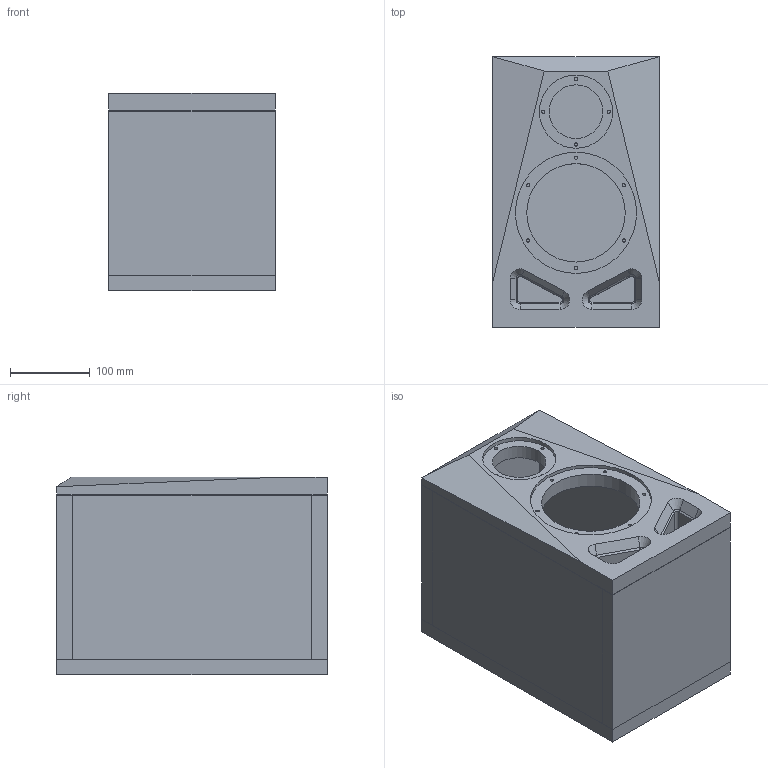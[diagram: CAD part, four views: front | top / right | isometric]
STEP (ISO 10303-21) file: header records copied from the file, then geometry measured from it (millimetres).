
FILE_DESCRIPTION(/* description */ ('','CAx-IF Rec.Pracs.---Representation and Presentation of Product Manufacturing Information (PMI)---4.0---2014-10-13'),/* implementation_level */ '2;1');
FILE_NAME(/* name */ 'Spookers V2 v19.step',/* time_stamp */ '2024-12-31T10:55:10+01:00',/* author */ (''),/* organization */ (''),/* preprocessor_version */ 'ST-DEVELOPER v20',/* originating_system */ 'Autodesk Translation Framework v13.20.0.188',/* authorisation */ '');
FILE_SCHEMA (('AP242_MANAGED_MODEL_BASED_3D_ENGINEERING_MIM_LF { 1 0 10303 442 1 1 4 }'));
Length unit declared in the file: millimetre
Products named in the file (5): Spookers V2; Front; Seiten; Oben/Unten; Hinten
Assembly tree (4 placements, depth 2):
  Spookers V2
    Front
    Seiten
    Oben/Unten
    Hinten
Bounding box: 208 x 338 x 247.27 mm (x, y, z)
Volume: 6433318.6 mm3; surface area: 880907.5 mm2
Topology: 8 solids, 8 shells, 148 faces, 325 edges, 194 vertices
Faces by surface type: plane 77, cylinder 47, cone 12, torus 12
Full cylindrical faces by diameter (mm): 4 x10, 67 x1, 91.5 x1, 123 x1, 151.5 x1
Entity records: 4199 total; most frequent: DIRECTION 748, CARTESIAN_POINT 676, ORIENTED_EDGE 650, EDGE_CURVE 325, AXIS2_PLACEMENT_3D 266, LINE 216, VECTOR 216, VERTEX_POINT 194
